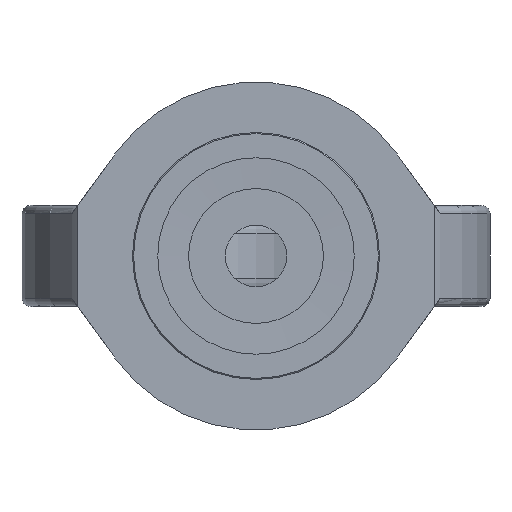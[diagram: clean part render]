
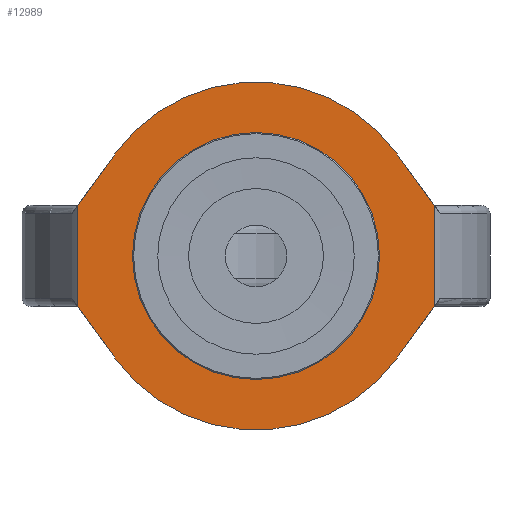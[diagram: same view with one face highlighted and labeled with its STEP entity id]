
A CAD part, front view. The second image highlights one B-rep face of the part: STEP entity #12989.
In plain terms, the highlighted planar face has unit normal (0, -1, 0).
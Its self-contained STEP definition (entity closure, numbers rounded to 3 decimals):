
#297=CIRCLE('',#13676,44.);
#355=CIRCLE('',#13794,62.);
#356=CIRCLE('',#13798,62.);
#556=FACE_BOUND('',#2434,.T.);
#1660=FACE_OUTER_BOUND('',#2433,.T.);
#2433=EDGE_LOOP('',(#10224,#10225,#10226,#10227,#10228,#10229,#10230,#10231));
#2434=EDGE_LOOP('',(#10232));
#3497=LINE('',#20101,#4595);
#3501=LINE('',#20118,#4599);
#3507=LINE('',#20579,#4605);
#3509=LINE('',#20583,#4607);
#3511=LINE('',#20589,#4609);
#3512=LINE('',#20591,#4610);
#4595=VECTOR('',#15480,10.);
#4599=VECTOR('',#15500,10.);
#4605=VECTOR('',#15618,10.);
#4607=VECTOR('',#15622,10.);
#4609=VECTOR('',#15630,10.);
#4610=VECTOR('',#15633,10.);
#5626=VERTEX_POINT('',#19891);
#5674=VERTEX_POINT('',#20093);
#5677=VERTEX_POINT('',#20099);
#5681=VERTEX_POINT('',#20115);
#5682=VERTEX_POINT('',#20117);
#5692=VERTEX_POINT('',#20573);
#5693=VERTEX_POINT('',#20575);
#5694=VERTEX_POINT('',#20581);
#5695=VERTEX_POINT('',#20585);
#7193=EDGE_CURVE('',#5626,#5626,#297,.T.);
#7261=EDGE_CURVE('',#5674,#5677,#3497,.T.);
#7269=EDGE_CURVE('',#5681,#5682,#3501,.T.);
#7312=EDGE_CURVE('',#5693,#5692,#355,.T.);
#7314=EDGE_CURVE('',#5692,#5682,#3507,.T.);
#7316=EDGE_CURVE('',#5681,#5694,#3509,.T.);
#7318=EDGE_CURVE('',#5694,#5695,#356,.T.);
#7319=EDGE_CURVE('',#5695,#5674,#3511,.T.);
#7320=EDGE_CURVE('',#5677,#5693,#3512,.T.);
#10224=ORIENTED_EDGE('',*,*,#7269,.F.);
#10225=ORIENTED_EDGE('',*,*,#7316,.T.);
#10226=ORIENTED_EDGE('',*,*,#7318,.T.);
#10227=ORIENTED_EDGE('',*,*,#7319,.T.);
#10228=ORIENTED_EDGE('',*,*,#7261,.T.);
#10229=ORIENTED_EDGE('',*,*,#7320,.T.);
#10230=ORIENTED_EDGE('',*,*,#7312,.T.);
#10231=ORIENTED_EDGE('',*,*,#7314,.T.);
#10232=ORIENTED_EDGE('',*,*,#7193,.T.);
#12361=PLANE('',#13801);
#12989=ADVANCED_FACE('',(#1660,#556),#12361,.T.);
#13676=AXIS2_PLACEMENT_3D('',#19892,#15338,#15339);
#13794=AXIS2_PLACEMENT_3D('',#20576,#15613,#15614);
#13798=AXIS2_PLACEMENT_3D('',#20587,#15626,#15627);
#13801=AXIS2_PLACEMENT_3D('',#20592,#15634,#15635);
#15338=DIRECTION('center_axis',(0.,1.,0.));
#15339=DIRECTION('ref_axis',(-1.,0.,0.));
#15480=DIRECTION('',(0.,0.,-1.));
#15500=DIRECTION('',(0.,0.,-1.));
#15613=DIRECTION('center_axis',(0.,-1.,0.));
#15614=DIRECTION('ref_axis',(-0.81,0.,-0.586));
#15618=DIRECTION('',(0.586,0.,0.81));
#15622=DIRECTION('',(-0.586,0.,0.81));
#15626=DIRECTION('center_axis',(0.,-1.,0.));
#15627=DIRECTION('ref_axis',(0.81,0.,0.586));
#15630=DIRECTION('',(-0.586,0.,-0.81));
#15633=DIRECTION('',(0.586,0.,-0.81));
#15634=DIRECTION('center_axis',(0.,-1.,0.));
#15635=DIRECTION('ref_axis',(1.,0.,0.));
#19891=CARTESIAN_POINT('',(44.,-87.5,0.));
#19892=CARTESIAN_POINT('Origin',(0.,-87.5,0.));
#20093=CARTESIAN_POINT('',(-63.5,-87.5,18.));
#20099=CARTESIAN_POINT('',(-63.5,-87.5,-18.));
#20101=CARTESIAN_POINT('',(-63.5,-87.5,0.));
#20115=CARTESIAN_POINT('',(63.5,-87.5,18.));
#20117=CARTESIAN_POINT('',(63.5,-87.5,-18.));
#20118=CARTESIAN_POINT('',(63.5,-87.5,0.));
#20573=CARTESIAN_POINT('',(50.235,-87.5,-36.338));
#20575=CARTESIAN_POINT('',(-50.235,-87.5,-36.338));
#20576=CARTESIAN_POINT('Origin',(0.,-87.5,0.));
#20579=CARTESIAN_POINT('',(50.235,-87.5,-36.338));
#20581=CARTESIAN_POINT('',(50.235,-87.5,36.338));
#20583=CARTESIAN_POINT('',(63.5,-87.5,18.));
#20585=CARTESIAN_POINT('',(-50.235,-87.5,36.338));
#20587=CARTESIAN_POINT('Origin',(0.,-87.5,0.));
#20589=CARTESIAN_POINT('',(-50.235,-87.5,36.338));
#20591=CARTESIAN_POINT('',(-63.5,-87.5,-18.));
#20592=CARTESIAN_POINT('Origin',(-63.5,-87.5,0.));
